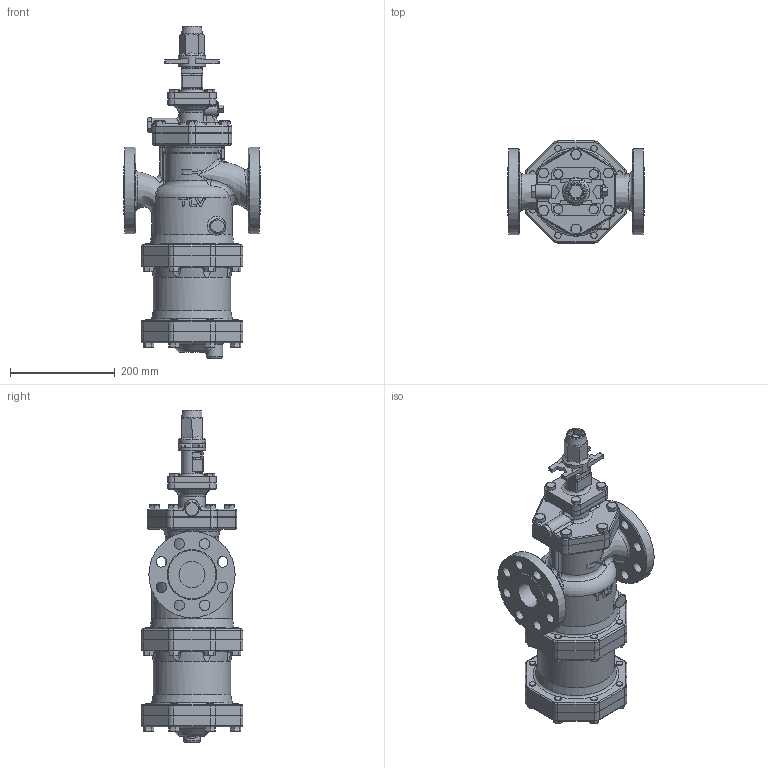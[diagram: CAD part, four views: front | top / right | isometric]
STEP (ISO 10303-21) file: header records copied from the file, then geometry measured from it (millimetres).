
FILE_DESCRIPTION(/* description */ (''),/* implementation_level */ '2;1');
FILE_NAME(/* name */ 'cos3x-050-a0300-00.stp',/* time_stamp */ '2017-11-10T09:55:35+09:00',/* author */ ('nakaot'),/* organization */ (''),/* preprocessor_version */ 'ST-DEVELOPER v15.6',/* originating_system */ 'Autodesk Inventor 2015',/* authorisation */ '');
FILE_SCHEMA (('CONFIG_CONTROL_DESIGN'));
Length unit declared in the file: millimetre
Products named in the file (1): cos3x-050-a0300-00
Bounding box: 261 x 195 x 634.9 mm (x, y, z)
Volume: 9706479 mm3; surface area: 694983.3 mm2
Topology: 3 solids, 4 shells, 1122 faces, 2709 edges, 1687 vertices
Faces by surface type: plane 440, cylinder 294, cone 146, bspline 122, torus 96, sphere 24
Full cylindrical faces by diameter (mm): 8.376 x4, 10 x4, 10.106 x6, 12 x42, 13.889 x1, 14 x22, 17.475 x1, 20 x16, 27 x1, 28 x1, 32 x1, 42 x1, 50 x3, 52 x1, 80 x1, 106.856 x1, 119.706 x1, 148 x1, 154 x1, 165 x2
Entity records: 38886 total; most frequent: CARTESIAN_POINT 14664, ORIENTED_EDGE 4986, DIRECTION 4852, EDGE_CURVE 2493, AXIS2_PLACEMENT_3D 1959, VERTEX_POINT 1612, EDGE_LOOP 1437, FACE_OUTER_BOUND 1121
